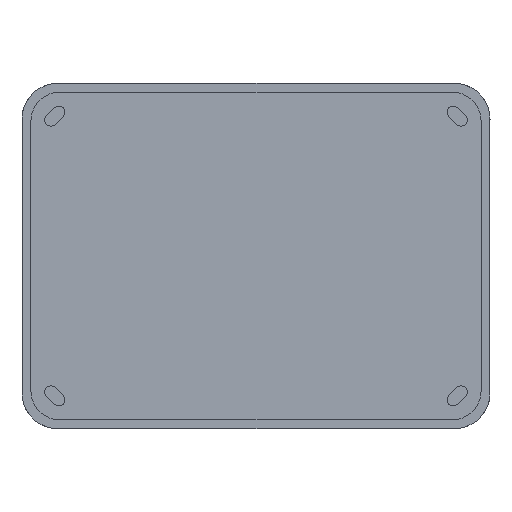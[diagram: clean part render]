
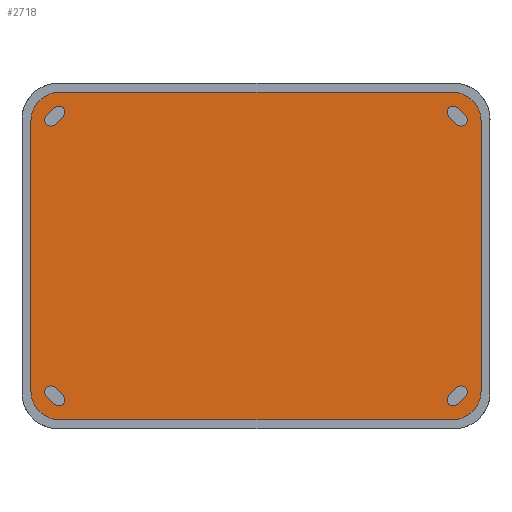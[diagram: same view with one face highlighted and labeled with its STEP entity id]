
A CAD part, front view. The second image highlights one B-rep face of the part: STEP entity #2718.
In plain terms, the highlighted planar face has unit normal (0, -1, 0).
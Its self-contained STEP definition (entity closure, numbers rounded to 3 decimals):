
#1=CARTESIAN_POINT('',(69.085,0.,50.414));
#2=DIRECTION('',(0.,-1.,0.));
#3=DIRECTION('',(0.707,0.,0.707));
#4=AXIS2_PLACEMENT_3D('',#1,#2,#3);
#6=DIRECTION('',(0.707,0.,-0.707));
#7=VECTOR('',#6,4.);
#8=CARTESIAN_POINT('',(67.6,0.,48.929));
#9=LINE('',#8,#7);
#10=CARTESIAN_POINT('',(71.914,0.,47.585));
#11=DIRECTION('',(0.,-1.,0.));
#12=DIRECTION('',(-0.707,0.,-0.707));
#13=AXIS2_PLACEMENT_3D('',#10,#11,#12);
#15=DIRECTION('',(-0.707,0.,0.707));
#16=VECTOR('',#15,4.);
#17=CARTESIAN_POINT('',(73.399,0.,49.07));
#18=LINE('',#17,#16);
#19=DIRECTION('',(0.707,0.,0.707));
#20=VECTOR('',#19,4.);
#21=CARTESIAN_POINT('',(70.57,0.,-51.899));
#22=LINE('',#21,#20);
#23=CARTESIAN_POINT('',(71.914,0.,-47.585));
#24=DIRECTION('',(0.,-1.,0.));
#25=DIRECTION('',(0.707,0.,-0.707));
#26=AXIS2_PLACEMENT_3D('',#23,#24,#25);
#28=DIRECTION('',(-0.707,0.,-0.707));
#29=VECTOR('',#28,4.);
#30=CARTESIAN_POINT('',(70.429,0.,-46.1));
#31=LINE('',#30,#29);
#32=CARTESIAN_POINT('',(69.085,0.,-50.414));
#33=DIRECTION('',(0.,-1.,0.));
#34=DIRECTION('',(-0.707,0.,0.707));
#35=AXIS2_PLACEMENT_3D('',#32,#33,#34);
#37=DIRECTION('',(-0.707,0.,-0.707));
#38=VECTOR('',#37,4.);
#39=CARTESIAN_POINT('',(-70.57,0.,51.899));
#40=LINE('',#39,#38);
#41=CARTESIAN_POINT('',(-71.914,0.,47.585));
#42=DIRECTION('',(0.,-1.,0.));
#43=DIRECTION('',(-0.707,0.,0.707));
#44=AXIS2_PLACEMENT_3D('',#41,#42,#43);
#46=DIRECTION('',(0.707,0.,0.707));
#47=VECTOR('',#46,4.);
#48=CARTESIAN_POINT('',(-70.429,0.,46.1));
#49=LINE('',#48,#47);
#50=CARTESIAN_POINT('',(-69.085,0.,50.414));
#51=DIRECTION('',(0.,-1.,0.));
#52=DIRECTION('',(0.707,0.,-0.707));
#53=AXIS2_PLACEMENT_3D('',#50,#51,#52);
#55=CARTESIAN_POINT('',(-69.085,0.,-50.414));
#56=DIRECTION('',(0.,-1.,0.));
#57=DIRECTION('',(-0.707,0.,-0.707));
#58=AXIS2_PLACEMENT_3D('',#55,#56,#57);
#60=DIRECTION('',(-0.707,0.,0.707));
#61=VECTOR('',#60,4.);
#62=CARTESIAN_POINT('',(-67.6,0.,-48.929));
#63=LINE('',#62,#61);
#64=CARTESIAN_POINT('',(-71.914,0.,-47.585));
#65=DIRECTION('',(0.,-1.,0.));
#66=DIRECTION('',(0.707,0.,0.707));
#67=AXIS2_PLACEMENT_3D('',#64,#65,#66);
#69=DIRECTION('',(0.707,0.,-0.707));
#70=VECTOR('',#69,4.);
#71=CARTESIAN_POINT('',(-73.399,0.,-49.07));
#72=LINE('',#71,#70);
#73=CARTESIAN_POINT('',(68.8,0.,47.3));
#74=DIRECTION('',(0.,-1.,0.));
#75=DIRECTION('',(1.,0.,0.));
#76=AXIS2_PLACEMENT_3D('',#73,#74,#75);
#78=DIRECTION('',(0.,0.,-1.));
#79=VECTOR('',#78,94.6);
#80=CARTESIAN_POINT('',(78.9,0.,47.3));
#81=LINE('',#80,#79);
#82=CARTESIAN_POINT('',(68.8,0.,-47.3));
#83=DIRECTION('',(0.,-1.,0.));
#84=DIRECTION('',(0.,0.,-1.));
#85=AXIS2_PLACEMENT_3D('',#82,#83,#84);
#87=DIRECTION('',(-1.,0.,0.));
#88=VECTOR('',#87,137.6);
#89=CARTESIAN_POINT('',(68.8,0.,-57.4));
#90=LINE('',#89,#88);
#91=CARTESIAN_POINT('',(-68.8,0.,-47.3));
#92=DIRECTION('',(0.,-1.,0.));
#93=DIRECTION('',(-1.,0.,0.));
#94=AXIS2_PLACEMENT_3D('',#91,#92,#93);
#96=DIRECTION('',(0.,0.,1.));
#97=VECTOR('',#96,94.6);
#98=CARTESIAN_POINT('',(-78.9,0.,-47.3));
#99=LINE('',#98,#97);
#100=CARTESIAN_POINT('',(-68.8,0.,47.3));
#101=DIRECTION('',(0.,-1.,0.));
#102=DIRECTION('',(0.,0.,1.));
#103=AXIS2_PLACEMENT_3D('',#100,#101,#102);
#105=DIRECTION('',(1.,0.,0.));
#106=VECTOR('',#105,137.6);
#107=CARTESIAN_POINT('',(-68.8,0.,57.4));
#108=LINE('',#107,#106);
#2203=CARTESIAN_POINT('',(78.9,0.,47.3));
#2204=CARTESIAN_POINT('',(68.8,0.,57.4));
#2205=VERTEX_POINT('',#2203);
#2206=VERTEX_POINT('',#2204);
#2211=CARTESIAN_POINT('',(68.8,0.,-57.4));
#2212=CARTESIAN_POINT('',(78.9,0.,-47.3));
#2213=VERTEX_POINT('',#2211);
#2214=VERTEX_POINT('',#2212);
#2219=CARTESIAN_POINT('',(-68.8,0.,57.4));
#2220=CARTESIAN_POINT('',(-78.9,0.,47.3));
#2221=VERTEX_POINT('',#2219);
#2222=VERTEX_POINT('',#2220);
#2227=CARTESIAN_POINT('',(-78.9,0.,-47.3));
#2228=CARTESIAN_POINT('',(-68.8,0.,-57.4));
#2229=VERTEX_POINT('',#2227);
#2230=VERTEX_POINT('',#2228);
#2361=CARTESIAN_POINT('',(70.57,0.,51.899));
#2362=CARTESIAN_POINT('',(67.6,0.,48.929));
#2363=VERTEX_POINT('',#2361);
#2364=VERTEX_POINT('',#2362);
#2365=CARTESIAN_POINT('',(70.429,0.,46.1));
#2366=VERTEX_POINT('',#2365);
#2367=CARTESIAN_POINT('',(73.399,0.,49.07));
#2368=VERTEX_POINT('',#2367);
#2393=CARTESIAN_POINT('',(70.57,0.,-51.899));
#2394=CARTESIAN_POINT('',(73.399,0.,-49.07));
#2395=VERTEX_POINT('',#2393);
#2396=VERTEX_POINT('',#2394);
#2397=CARTESIAN_POINT('',(70.429,0.,-46.1));
#2398=VERTEX_POINT('',#2397);
#2399=CARTESIAN_POINT('',(67.6,0.,-48.929));
#2400=VERTEX_POINT('',#2399);
#2401=CARTESIAN_POINT('',(-70.57,0.,51.899));
#2402=CARTESIAN_POINT('',(-73.399,0.,49.07));
#2403=VERTEX_POINT('',#2401);
#2404=VERTEX_POINT('',#2402);
#2405=CARTESIAN_POINT('',(-70.429,0.,46.1));
#2406=VERTEX_POINT('',#2405);
#2407=CARTESIAN_POINT('',(-67.6,0.,48.929));
#2408=VERTEX_POINT('',#2407);
#2409=CARTESIAN_POINT('',(-70.57,0.,-51.899));
#2410=CARTESIAN_POINT('',(-67.6,0.,-48.929));
#2411=VERTEX_POINT('',#2409);
#2412=VERTEX_POINT('',#2410);
#2413=CARTESIAN_POINT('',(-70.429,0.,-46.1));
#2414=VERTEX_POINT('',#2413);
#2415=CARTESIAN_POINT('',(-73.399,0.,-49.07));
#2416=VERTEX_POINT('',#2415);
#2655=CARTESIAN_POINT('',(0.,0.,0.));
#2656=DIRECTION('',(0.,1.,0.));
#2657=DIRECTION('',(1.,0.,0.));
#2658=AXIS2_PLACEMENT_3D('',#2655,#2656,#2657);
#2659=PLANE('',#2658);
#2661=ORIENTED_EDGE('',*,*,#2660,.F.);
#2663=ORIENTED_EDGE('',*,*,#2662,.T.);
#2665=ORIENTED_EDGE('',*,*,#2664,.F.);
#2667=ORIENTED_EDGE('',*,*,#2666,.T.);
#2669=ORIENTED_EDGE('',*,*,#2668,.F.);
#2671=ORIENTED_EDGE('',*,*,#2670,.T.);
#2673=ORIENTED_EDGE('',*,*,#2672,.F.);
#2675=ORIENTED_EDGE('',*,*,#2674,.T.);
#2676=EDGE_LOOP('',(#2661,#2663,#2665,#2667,#2669,#2671,#2673,#2675));
#2677=FACE_OUTER_BOUND('',#2676,.F.);
#2679=ORIENTED_EDGE('',*,*,#2678,.T.);
#2681=ORIENTED_EDGE('',*,*,#2680,.T.);
#2683=ORIENTED_EDGE('',*,*,#2682,.T.);
#2685=ORIENTED_EDGE('',*,*,#2684,.T.);
#2686=EDGE_LOOP('',(#2679,#2681,#2683,#2685));
#2687=FACE_BOUND('',#2686,.F.);
#2689=ORIENTED_EDGE('',*,*,#2688,.T.);
#2691=ORIENTED_EDGE('',*,*,#2690,.T.);
#2693=ORIENTED_EDGE('',*,*,#2692,.T.);
#2695=ORIENTED_EDGE('',*,*,#2694,.T.);
#2696=EDGE_LOOP('',(#2689,#2691,#2693,#2695));
#2697=FACE_BOUND('',#2696,.F.);
#2699=ORIENTED_EDGE('',*,*,#2698,.T.);
#2701=ORIENTED_EDGE('',*,*,#2700,.T.);
#2703=ORIENTED_EDGE('',*,*,#2702,.T.);
#2705=ORIENTED_EDGE('',*,*,#2704,.T.);
#2706=EDGE_LOOP('',(#2699,#2701,#2703,#2705));
#2707=FACE_BOUND('',#2706,.F.);
#2709=ORIENTED_EDGE('',*,*,#2708,.T.);
#2711=ORIENTED_EDGE('',*,*,#2710,.T.);
#2713=ORIENTED_EDGE('',*,*,#2712,.T.);
#2715=ORIENTED_EDGE('',*,*,#2714,.T.);
#2716=EDGE_LOOP('',(#2709,#2711,#2713,#2715));
#2717=FACE_BOUND('',#2716,.F.);
#2718=ADVANCED_FACE('',(#2677,#2687,#2697,#2707,#2717),#2659,.F.);
#5=CIRCLE('',#4,2.1);
#14=CIRCLE('',#13,2.1);
#27=CIRCLE('',#26,2.1);
#36=CIRCLE('',#35,2.1);
#45=CIRCLE('',#44,2.1);
#54=CIRCLE('',#53,2.1);
#59=CIRCLE('',#58,2.1);
#68=CIRCLE('',#67,2.1);
#77=CIRCLE('',#76,10.1);
#86=CIRCLE('',#85,10.1);
#95=CIRCLE('',#94,10.1);
#104=CIRCLE('',#103,10.1);
#2660=EDGE_CURVE('',#2205,#2206,#77,.T.);
#2662=EDGE_CURVE('',#2205,#2214,#81,.T.);
#2664=EDGE_CURVE('',#2213,#2214,#86,.T.);
#2666=EDGE_CURVE('',#2213,#2230,#90,.T.);
#2668=EDGE_CURVE('',#2229,#2230,#95,.T.);
#2670=EDGE_CURVE('',#2229,#2222,#99,.T.);
#2672=EDGE_CURVE('',#2221,#2222,#104,.T.);
#2674=EDGE_CURVE('',#2221,#2206,#108,.T.);
#2678=EDGE_CURVE('',#2395,#2396,#22,.T.);
#2680=EDGE_CURVE('',#2396,#2398,#27,.T.);
#2682=EDGE_CURVE('',#2398,#2400,#31,.T.);
#2684=EDGE_CURVE('',#2400,#2395,#36,.T.);
#2688=EDGE_CURVE('',#2403,#2404,#40,.T.);
#2690=EDGE_CURVE('',#2404,#2406,#45,.T.);
#2692=EDGE_CURVE('',#2406,#2408,#49,.T.);
#2694=EDGE_CURVE('',#2408,#2403,#54,.T.);
#2698=EDGE_CURVE('',#2411,#2412,#59,.T.);
#2700=EDGE_CURVE('',#2412,#2414,#63,.T.);
#2702=EDGE_CURVE('',#2414,#2416,#68,.T.);
#2704=EDGE_CURVE('',#2416,#2411,#72,.T.);
#2708=EDGE_CURVE('',#2363,#2364,#5,.T.);
#2710=EDGE_CURVE('',#2364,#2366,#9,.T.);
#2712=EDGE_CURVE('',#2366,#2368,#14,.T.);
#2714=EDGE_CURVE('',#2368,#2363,#18,.T.);
